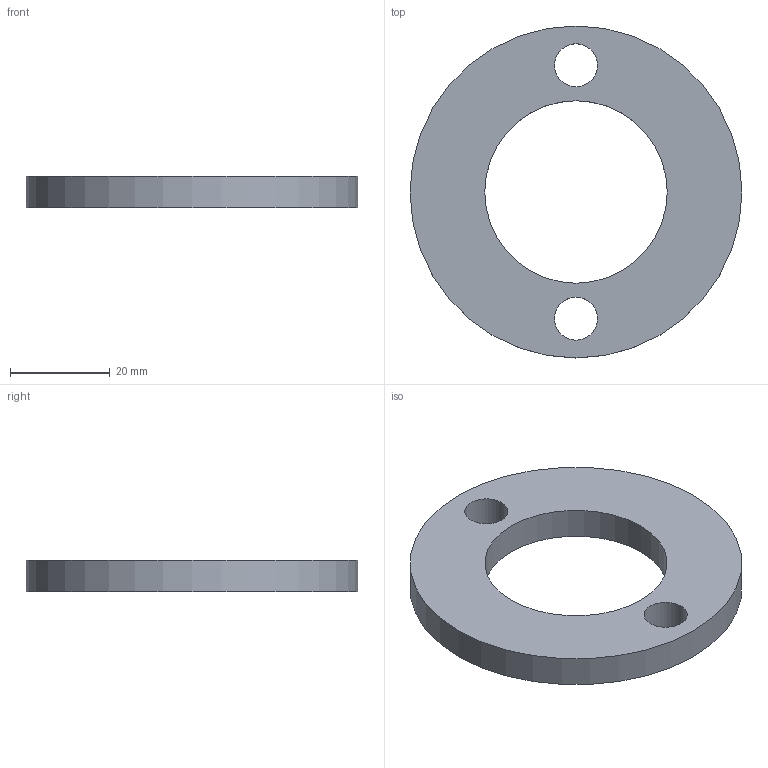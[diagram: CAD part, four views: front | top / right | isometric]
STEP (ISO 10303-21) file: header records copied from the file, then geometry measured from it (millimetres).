
FILE_DESCRIPTION(/* description */ ('STEP AP242','CAx-IF Rec.Pracs.---Representation and Presentation of Product Manufacturing Information (PMI)---4.0---2014-10-13','CAx-IF Rec.Pracs.---3D Tessellated Geometry---0.4---2014-09-14','2;1'),/* implementation_level */ '2;1');
FILE_NAME(/* name */ '6296a17e13d5c035eb5d8903',/* time_stamp */ '2022-05-31T23:15:10+00:00',/* author */ (''),/* organization */ (''),/* preprocessor_version */ 'ST-DEVELOPER v18.102',/* originating_system */ ' ',/* authorisation */ ' ');
FILE_SCHEMA (('AP242_MANAGED_MODEL_BASED_3D_ENGINEERING_MIM_LF { 1 0 10303 442 1 1 4 }'));
Length unit declared in the file: metre
Products named in the file (1): DSCP079-E250
Bounding box: 66.55 x 66.55 x 6.35 mm (x, y, z)
Volume: 14670.9 mm3; surface area: 7022.6 mm2
Topology: 1 solids, 1 shells, 6 faces, 12 edges, 8 vertices
Faces by surface type: cylinder 4, plane 2
Full cylindrical faces by diameter (mm): 8.636 x2, 36.576 x1, 66.548 x1
Entity records: 178 total; most frequent: DIRECTION 30, CARTESIAN_POINT 23, ORIENTED_EDGE 16, EDGE_LOOP 16, FACE_BOUND 16, AXIS2_PLACEMENT_3D 15, EDGE_CURVE 8, VERTEX_POINT 8
